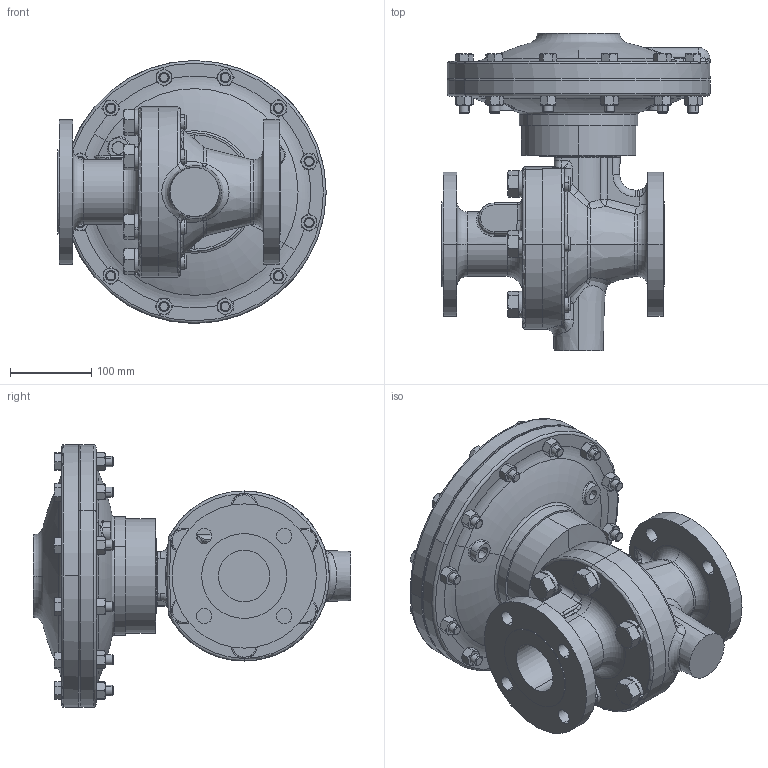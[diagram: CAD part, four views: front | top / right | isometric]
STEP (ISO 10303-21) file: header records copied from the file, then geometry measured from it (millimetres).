
FILE_DESCRIPTION (( 'STEP AP203' ), '1' );
FILE_NAME ('56-250-CS+S6-I5.step', '2017-10-04T15:19:57', ( '' ), ( '' ), 'SwSTEP 2.0', 'SolidWorks 2014', '' );
FILE_SCHEMA (( 'CONFIG_CONTROL_DESIGN' ));
Length unit declared in the file: inch
Products named in the file (1): 56-250-CS+S6-I5
Bounding box: 330.33 x 391.74 x 323.85 mm (x, y, z)
Volume: 8393361 mm3; surface area: 680748.7 mm2
Topology: 1 solids, 1 shells, 1055 faces, 2521 edges, 1494 vertices
Faces by surface type: plane 400, cone 313, cylinder 163, torus 83, bspline 82, sphere 14
Entity records: 39251 total; most frequent: CARTESIAN_POINT 16125, ORIENTED_EDGE 5018, DIRECTION 4594, EDGE_CURVE 2509, AXIS2_PLACEMENT_3D 1934, VERTEX_POINT 1494, EDGE_LOOP 1121, FACE_OUTER_BOUND 1055
